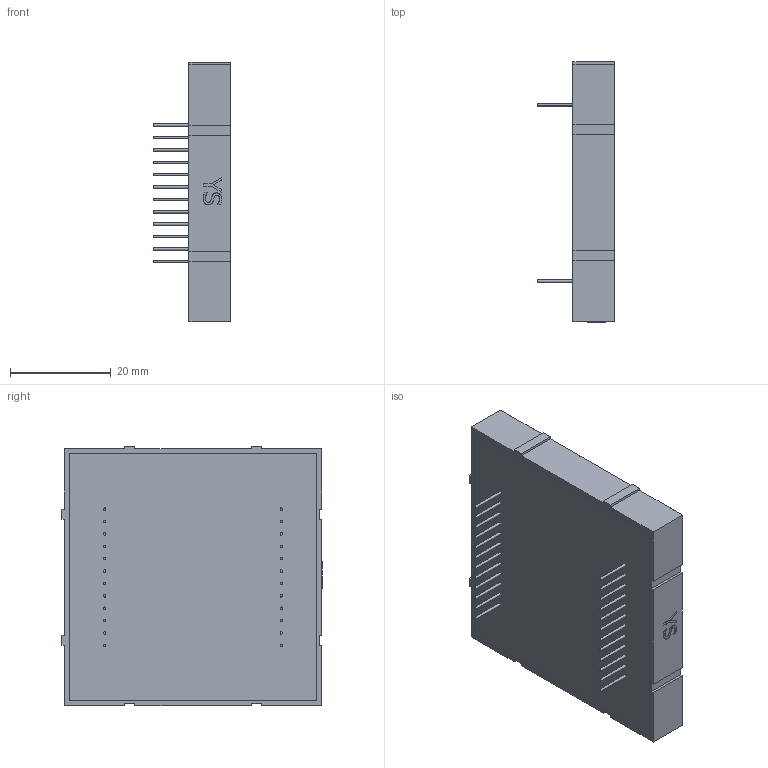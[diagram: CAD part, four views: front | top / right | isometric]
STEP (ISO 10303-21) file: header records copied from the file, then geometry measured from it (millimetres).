
FILE_DESCRIPTION(/* description */ (''),/* implementation_level */ '2;1');
FILE_NAME(/* name */ 'DOT-DISPLAY.stp',/* time_stamp */ '2015-09-08T12:23:50+02:00',/* author */ ('René'),/* organization */ (''),/* preprocessor_version */ 'ST-DEVELOPER v15.6',/* originating_system */ 'Autodesk Inventor 2015',/* authorisation */ '');
FILE_SCHEMA (('AUTOMOTIVE_DESIGN { 1 0 10303 214 3 1 1 }'));
Length unit declared in the file: millimetre
Products named in the file (3): DOT_DISPLAY; HARS; DOT-DISPLAY
Assembly tree (2 placements, depth 2):
  DOT-DISPLAY
    DOT_DISPLAY
    HARS
Bounding box: 15.2 x 51.6 x 51.5 mm (x, y, z)
Volume: 12603.1 mm3; surface area: 18638.3 mm2
Topology: 7 solids, 8 shells, 1343 faces, 3120 edges, 1977 vertices
Faces by surface type: plane 669, cylinder 415, bspline 131, torus 128
Full cylindrical faces by diameter (mm): 0.5 x48, 0.7 x20
Entity records: 38201 total; most frequent: CARTESIAN_POINT 7790, DIRECTION 6039, ORIENTED_EDGE 5846, EDGE_CURVE 2843, AXIS2_PLACEMENT_3D 2241, VERTEX_POINT 1896, EDGE_LOOP 1769, LINE 1557
